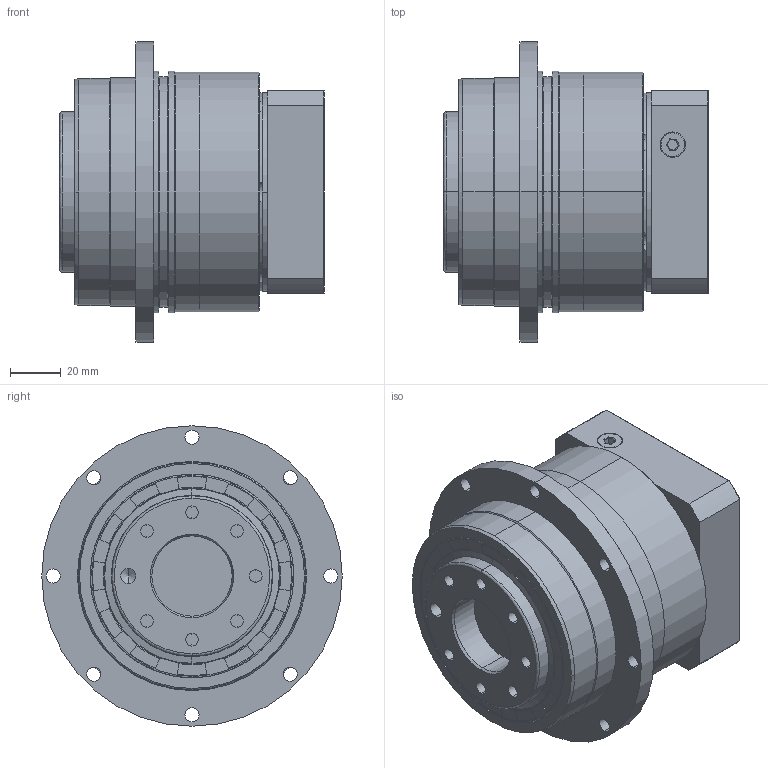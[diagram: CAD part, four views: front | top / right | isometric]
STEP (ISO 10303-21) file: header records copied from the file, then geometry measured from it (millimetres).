
FILE_DESCRIPTION (( 'STEP AP203' ), '1' );
FILE_NAME ('FAD090D-L1-14-50-70-M4-42.STEP', '2023-09-15T03:10:13', ( 'User' ), ( 'China' ), 'SwSTEP 2.0', 'SolidWorks 2020', '' );
FILE_SCHEMA (( 'CONFIG_CONTROL_DESIGN' ));
Length unit declared in the file: millimetre
Products named in the file (11): FAD090D-L1-14-50-70-M4-42; 输入法兰FAB090D-50X24.5XM4; 蚐猾63807; 输入调整套19-14; 输入端壳体FAD090D; 怀堤俴陎殤FAD090D; 输出内齿圈壳体FAD090D; 输入轴锁紧环 23-52-14; M5-12樓粟菜; M6-14; 输入轴FAB090D-19
Assembly tree (21 placements, depth 2):
  FAD090D-L1-14-50-70-M4-42
    输出内齿圈壳体FAD090D
    蚐猾63807
    怀堤俴陎殤FAD090D
    输入轴锁紧环 23-52-14
    输入端壳体FAD090D
    输入轴FAB090D-19
    M5-12樓粟菜  x12
    M6-14
    输入调整套19-14
    输入法兰FAB090D-50X24.5XM4
Bounding box: 104 x 118 x 118 mm (x, y, z)
Volume: 704243.1 mm3; surface area: 147561.9 mm2
Topology: 9 solids, 33 shells, 967 faces, 2303 edges, 1443 vertices
Faces by surface type: plane 379, cylinder 369, cone 152, torus 36, bspline 31
Entity records: 22435 total; most frequent: CARTESIAN_POINT 5784, DIRECTION 3338, ORIENTED_EDGE 3025, EDGE_CURVE 1516, AXIS2_PLACEMENT_3D 1299, VERTEX_POINT 959, EDGE_LOOP 764, VECTOR 740
